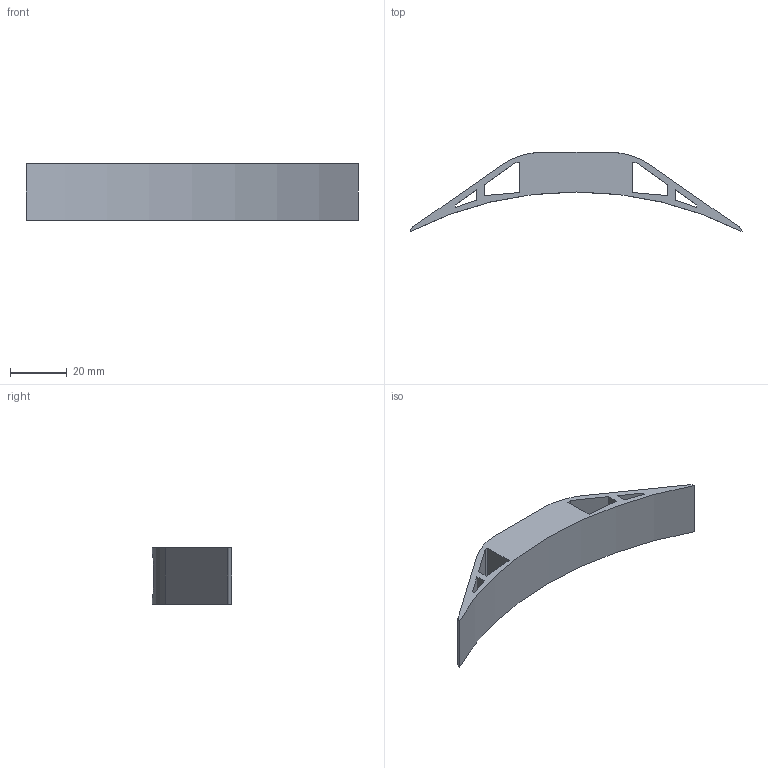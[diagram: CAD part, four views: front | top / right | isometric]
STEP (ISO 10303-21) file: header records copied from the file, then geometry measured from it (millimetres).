
FILE_DESCRIPTION(/* description */ (''),/* implementation_level */ '2;1');
FILE_NAME(/* name */ 'Lidar Mount v5.step',/* time_stamp */ '2020-05-04T20:17:03-07:00',/* author */ (''),/* organization */ (''),/* preprocessor_version */ 'ST-DEVELOPER v18.1',/* originating_system */ 'Autodesk Translation Framework v9.2.0.1227',/* authorisation */ '');
FILE_SCHEMA (('AUTOMOTIVE_DESIGN { 1 0 10303 214 3 1 1 }'));
Length unit declared in the file: millimetre
Products named in the file (1): Lidar Mount
Bounding box: 117.46 x 28.01 x 20 mm (x, y, z)
Volume: 11112.2 mm3; surface area: 10228.8 mm2
Topology: 1 solids, 1 shells, 57 faces, 162 edges, 108 vertices
Faces by surface type: plane 40, cylinder 17
Entity records: 1951 total; most frequent: CARTESIAN_POINT 404, ORIENTED_EDGE 324, DIRECTION 296, EDGE_CURVE 162, LINE 120, VECTOR 120, VERTEX_POINT 108, AXIS2_PLACEMENT_3D 88
